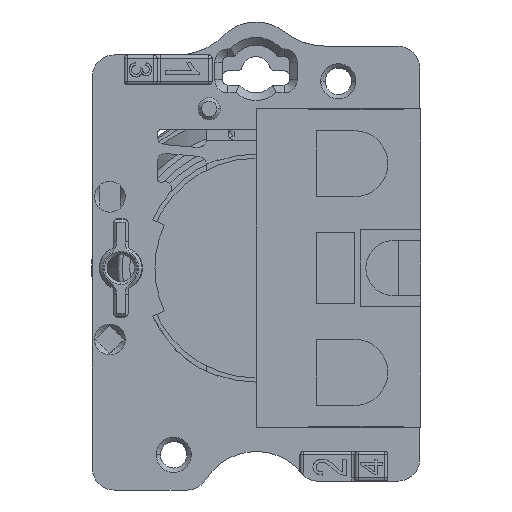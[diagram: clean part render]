
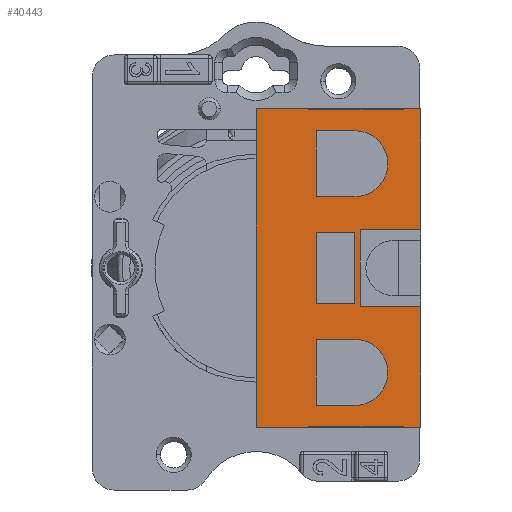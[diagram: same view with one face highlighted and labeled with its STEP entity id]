
A CAD part, front view. The second image highlights one B-rep face of the part: STEP entity #40443.
In plain terms, the highlighted planar face has unit normal (0, -1, 0).
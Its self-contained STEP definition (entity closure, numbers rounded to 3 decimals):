
#38757=DIRECTION('',(1.,0.,0.));
#38758=VECTOR('',#38757,29.);
#38759=CARTESIAN_POINT('',(-14.5,0.3,0.));
#38760=LINE('',#38759,#38758);
#38773=DIRECTION('',(-1.,0.,0.));
#38774=VECTOR('',#38773,0.05);
#38775=CARTESIAN_POINT('',(14.5,0.3,4.8));
#38776=LINE('',#38775,#38774);
#38789=DIRECTION('',(-1.,0.,0.));
#38790=VECTOR('',#38789,0.05);
#38791=CARTESIAN_POINT('',(-14.45,0.3,4.8));
#38792=LINE('',#38791,#38790);
#38801=DIRECTION('',(0.,0.,-1.));
#38802=VECTOR('',#38801,8.6);
#38803=CARTESIAN_POINT('',(14.45,0.3,13.4));
#38804=LINE('',#38803,#38802);
#38813=DIRECTION('',(1.,0.,0.));
#38814=VECTOR('',#38813,0.05);
#38815=CARTESIAN_POINT('',(14.45,0.3,13.4));
#38816=LINE('',#38815,#38814);
#38825=DIRECTION('',(0.,0.,1.));
#38826=VECTOR('',#38825,4.8);
#38827=CARTESIAN_POINT('',(14.5,0.3,0.));
#38828=LINE('',#38827,#38826);
#38841=DIRECTION('',(0.,0.,1.));
#38842=VECTOR('',#38841,1.6);
#38843=CARTESIAN_POINT('',(14.5,0.3,13.4));
#38844=LINE('',#38843,#38842);
#38909=DIRECTION('',(0.,0.,1.));
#38910=VECTOR('',#38909,4.8);
#38911=CARTESIAN_POINT('',(-14.5,0.3,0.));
#38912=LINE('',#38911,#38910);
#38933=DIRECTION('',(0.,0.,1.));
#38934=VECTOR('',#38933,1.6);
#38935=CARTESIAN_POINT('',(-14.5,0.3,13.4));
#38936=LINE('',#38935,#38934);
#39166=DIRECTION('',(1.,0.,0.));
#39167=VECTOR('',#39166,11.);
#39168=CARTESIAN_POINT('',(-14.5,0.3,15.));
#39169=LINE('',#39168,#39167);
#39226=DIRECTION('',(1.,0.,0.));
#39227=VECTOR('',#39226,11.);
#39228=CARTESIAN_POINT('',(3.5,0.3,15.));
#39229=LINE('',#39228,#39227);
#39633=DIRECTION('',(0.,0.,1.));
#39634=VECTOR('',#39633,5.5);
#39635=CARTESIAN_POINT('',(3.5,0.3,9.5));
#39636=LINE('',#39635,#39634);
#39641=DIRECTION('',(1.,0.,0.));
#39642=VECTOR('',#39641,7.);
#39643=CARTESIAN_POINT('',(-3.5,0.3,9.5));
#39644=LINE('',#39643,#39642);
#39649=DIRECTION('',(0.,0.,-1.));
#39650=VECTOR('',#39649,5.5);
#39651=CARTESIAN_POINT('',(-3.5,0.3,15.));
#39652=LINE('',#39651,#39650);
#39739=DIRECTION('',(-1.,0.,0.));
#39740=VECTOR('',#39739,0.05);
#39741=CARTESIAN_POINT('',(-14.45,0.3,13.4));
#39742=LINE('',#39741,#39740);
#39751=DIRECTION('',(0.,0.,-1.));
#39752=VECTOR('',#39751,8.6);
#39753=CARTESIAN_POINT('',(-14.45,0.3,13.4));
#39754=LINE('',#39753,#39752);
#39829=DIRECTION('',(0.,0.,-1.));
#39830=VECTOR('',#39829,3.5);
#39831=CARTESIAN_POINT('',(-12.5,0.3,9.));
#39832=LINE('',#39831,#39830);
#39837=CARTESIAN_POINT('',(-9.5,0.3,9.));
#39838=DIRECTION('',(0.,-1.,0.));
#39839=DIRECTION('',(1.,0.,0.));
#39840=AXIS2_PLACEMENT_3D('',#39837,#39838,#39839);
#39850=DIRECTION('',(0.,0.,1.));
#39851=VECTOR('',#39850,3.5);
#39852=CARTESIAN_POINT('',(-6.5,0.3,5.5));
#39853=LINE('',#39852,#39851);
#39854=DIRECTION('',(1.,0.,0.));
#39855=VECTOR('',#39854,6.);
#39856=CARTESIAN_POINT('',(-12.5,0.3,5.5));
#39857=LINE('',#39856,#39855);
#39862=CARTESIAN_POINT('',(9.5,0.3,9.));
#39863=DIRECTION('',(0.,-1.,0.));
#39864=DIRECTION('',(1.,0.,0.));
#39865=AXIS2_PLACEMENT_3D('',#39862,#39863,#39864);
#39875=DIRECTION('',(0.,0.,1.));
#39876=VECTOR('',#39875,3.5);
#39877=CARTESIAN_POINT('',(12.5,0.3,5.5));
#39878=LINE('',#39877,#39876);
#39879=DIRECTION('',(1.,0.,0.));
#39880=VECTOR('',#39879,6.);
#39881=CARTESIAN_POINT('',(6.5,0.3,5.5));
#39882=LINE('',#39881,#39880);
#39887=DIRECTION('',(0.,0.,-1.));
#39888=VECTOR('',#39887,3.5);
#39889=CARTESIAN_POINT('',(6.5,0.3,9.));
#39890=LINE('',#39889,#39888);
#39895=DIRECTION('',(1.,0.,0.));
#39896=VECTOR('',#39895,6.5);
#39897=CARTESIAN_POINT('',(-3.25,0.3,5.5));
#39898=LINE('',#39897,#39896);
#39903=DIRECTION('',(0.,0.,-1.));
#39904=VECTOR('',#39903,3.5);
#39905=CARTESIAN_POINT('',(-3.25,0.3,9.));
#39906=LINE('',#39905,#39904);
#39911=DIRECTION('',(-1.,0.,0.));
#39912=VECTOR('',#39911,6.5);
#39913=CARTESIAN_POINT('',(3.25,0.3,9.));
#39914=LINE('',#39913,#39912);
#39919=DIRECTION('',(0.,0.,1.));
#39920=VECTOR('',#39919,3.5);
#39921=CARTESIAN_POINT('',(3.25,0.3,5.5));
#39922=LINE('',#39921,#39920);
#40299=CARTESIAN_POINT('',(-14.5,0.3,0.));
#40300=CARTESIAN_POINT('',(14.5,0.3,0.));
#40301=VERTEX_POINT('',#40299);
#40302=VERTEX_POINT('',#40300);
#40303=CARTESIAN_POINT('',(14.45,0.3,13.4));
#40304=CARTESIAN_POINT('',(14.45,0.3,4.8));
#40305=VERTEX_POINT('',#40303);
#40306=VERTEX_POINT('',#40304);
#40307=CARTESIAN_POINT('',(14.5,0.3,4.8));
#40308=VERTEX_POINT('',#40307);
#40309=CARTESIAN_POINT('',(14.5,0.3,13.4));
#40310=CARTESIAN_POINT('',(14.5,0.3,15.));
#40311=VERTEX_POINT('',#40309);
#40312=VERTEX_POINT('',#40310);
#40313=CARTESIAN_POINT('',(-14.5,0.3,15.));
#40314=CARTESIAN_POINT('',(-3.5,0.3,15.));
#40315=VERTEX_POINT('',#40313);
#40316=VERTEX_POINT('',#40314);
#40317=CARTESIAN_POINT('',(3.5,0.3,15.));
#40318=VERTEX_POINT('',#40317);
#40319=CARTESIAN_POINT('',(-14.5,0.3,4.8));
#40320=VERTEX_POINT('',#40319);
#40321=CARTESIAN_POINT('',(-14.5,0.3,13.4));
#40322=VERTEX_POINT('',#40321);
#40323=CARTESIAN_POINT('',(-14.45,0.3,13.4));
#40324=VERTEX_POINT('',#40323);
#40325=CARTESIAN_POINT('',(-14.45,0.3,4.8));
#40326=VERTEX_POINT('',#40325);
#40327=CARTESIAN_POINT('',(-12.5,0.3,9.));
#40328=CARTESIAN_POINT('',(-12.5,0.3,5.5));
#40329=VERTEX_POINT('',#40327);
#40330=VERTEX_POINT('',#40328);
#40331=CARTESIAN_POINT('',(-6.5,0.3,9.));
#40332=VERTEX_POINT('',#40331);
#40333=CARTESIAN_POINT('',(-6.5,0.3,5.5));
#40334=VERTEX_POINT('',#40333);
#40335=CARTESIAN_POINT('',(12.5,0.3,9.));
#40336=CARTESIAN_POINT('',(6.5,0.3,9.));
#40337=VERTEX_POINT('',#40335);
#40338=VERTEX_POINT('',#40336);
#40339=CARTESIAN_POINT('',(12.5,0.3,5.5));
#40340=VERTEX_POINT('',#40339);
#40341=CARTESIAN_POINT('',(6.5,0.3,5.5));
#40342=VERTEX_POINT('',#40341);
#40343=CARTESIAN_POINT('',(-3.25,0.3,5.5));
#40344=CARTESIAN_POINT('',(3.25,0.3,5.5));
#40345=VERTEX_POINT('',#40343);
#40346=VERTEX_POINT('',#40344);
#40347=CARTESIAN_POINT('',(-3.25,0.3,9.));
#40348=VERTEX_POINT('',#40347);
#40349=CARTESIAN_POINT('',(3.25,0.3,9.));
#40350=VERTEX_POINT('',#40349);
#40351=CARTESIAN_POINT('',(3.5,0.3,9.5));
#40352=VERTEX_POINT('',#40351);
#40353=CARTESIAN_POINT('',(-3.5,0.3,9.5));
#40354=VERTEX_POINT('',#40353);
#40375=CARTESIAN_POINT('',(0.,0.3,0.));
#40376=DIRECTION('',(0.,-1.,0.));
#40377=DIRECTION('',(1.,0.,0.));
#40378=AXIS2_PLACEMENT_3D('',#40375,#40376,#40377);
#40379=PLANE('',#40378);
#40381=ORIENTED_EDGE('',*,*,#40380,.F.);
#40383=ORIENTED_EDGE('',*,*,#40382,.F.);
#40385=ORIENTED_EDGE('',*,*,#40384,.T.);
#40387=ORIENTED_EDGE('',*,*,#40386,.T.);
#40389=ORIENTED_EDGE('',*,*,#40388,.T.);
#40391=ORIENTED_EDGE('',*,*,#40390,.T.);
#40393=ORIENTED_EDGE('',*,*,#40392,.T.);
#40395=ORIENTED_EDGE('',*,*,#40394,.T.);
#40397=ORIENTED_EDGE('',*,*,#40396,.T.);
#40399=ORIENTED_EDGE('',*,*,#40398,.F.);
#40401=ORIENTED_EDGE('',*,*,#40400,.F.);
#40403=ORIENTED_EDGE('',*,*,#40402,.T.);
#40405=ORIENTED_EDGE('',*,*,#40404,.F.);
#40407=ORIENTED_EDGE('',*,*,#40406,.F.);
#40408=ORIENTED_EDGE('',*,*,#40360,.F.);
#40410=ORIENTED_EDGE('',*,*,#40409,.T.);
#40411=EDGE_LOOP('',(#40381,#40383,#40385,#40387,#40389,#40391,#40393,#40395,
#40397,#40399,#40401,#40403,#40405,#40407,#40408,#40410));
#40412=FACE_OUTER_BOUND('',#40411,.F.);
#40414=ORIENTED_EDGE('',*,*,#40413,.T.);
#40416=ORIENTED_EDGE('',*,*,#40415,.T.);
#40418=ORIENTED_EDGE('',*,*,#40417,.T.);
#40420=ORIENTED_EDGE('',*,*,#40419,.T.);
#40421=EDGE_LOOP('',(#40414,#40416,#40418,#40420));
#40422=FACE_BOUND('',#40421,.F.);
#40424=ORIENTED_EDGE('',*,*,#40423,.T.);
#40426=ORIENTED_EDGE('',*,*,#40425,.T.);
#40428=ORIENTED_EDGE('',*,*,#40427,.T.);
#40430=ORIENTED_EDGE('',*,*,#40429,.T.);
#40431=EDGE_LOOP('',(#40424,#40426,#40428,#40430));
#40432=FACE_BOUND('',#40431,.F.);
#40434=ORIENTED_EDGE('',*,*,#40433,.T.);
#40436=ORIENTED_EDGE('',*,*,#40435,.T.);
#40438=ORIENTED_EDGE('',*,*,#40437,.T.);
#40440=ORIENTED_EDGE('',*,*,#40439,.T.);
#40441=EDGE_LOOP('',(#40434,#40436,#40438,#40440));
#40442=FACE_BOUND('',#40441,.F.);
#40443=ADVANCED_FACE('',(#40412,#40422,#40432,#40442),#40379,.T.);
#39841=CIRCLE('',#39840,3.);
#39866=CIRCLE('',#39865,3.);
#40360=EDGE_CURVE('',#40301,#40302,#38760,.T.);
#40380=EDGE_CURVE('',#40326,#40320,#38792,.T.);
#40382=EDGE_CURVE('',#40324,#40326,#39754,.T.);
#40384=EDGE_CURVE('',#40324,#40322,#39742,.T.);
#40386=EDGE_CURVE('',#40322,#40315,#38936,.T.);
#40388=EDGE_CURVE('',#40315,#40316,#39169,.T.);
#40390=EDGE_CURVE('',#40316,#40354,#39652,.T.);
#40392=EDGE_CURVE('',#40354,#40352,#39644,.T.);
#40394=EDGE_CURVE('',#40352,#40318,#39636,.T.);
#40396=EDGE_CURVE('',#40318,#40312,#39229,.T.);
#40398=EDGE_CURVE('',#40311,#40312,#38844,.T.);
#40400=EDGE_CURVE('',#40305,#40311,#38816,.T.);
#40402=EDGE_CURVE('',#40305,#40306,#38804,.T.);
#40404=EDGE_CURVE('',#40308,#40306,#38776,.T.);
#40406=EDGE_CURVE('',#40302,#40308,#38828,.T.);
#40409=EDGE_CURVE('',#40301,#40320,#38912,.T.);
#40413=EDGE_CURVE('',#40329,#40330,#39832,.T.);
#40415=EDGE_CURVE('',#40330,#40334,#39857,.T.);
#40417=EDGE_CURVE('',#40334,#40332,#39853,.T.);
#40419=EDGE_CURVE('',#40332,#40329,#39841,.T.);
#40423=EDGE_CURVE('',#40337,#40338,#39866,.T.);
#40425=EDGE_CURVE('',#40338,#40342,#39890,.T.);
#40427=EDGE_CURVE('',#40342,#40340,#39882,.T.);
#40429=EDGE_CURVE('',#40340,#40337,#39878,.T.);
#40433=EDGE_CURVE('',#40345,#40346,#39898,.T.);
#40435=EDGE_CURVE('',#40346,#40350,#39922,.T.);
#40437=EDGE_CURVE('',#40350,#40348,#39914,.T.);
#40439=EDGE_CURVE('',#40348,#40345,#39906,.T.);
